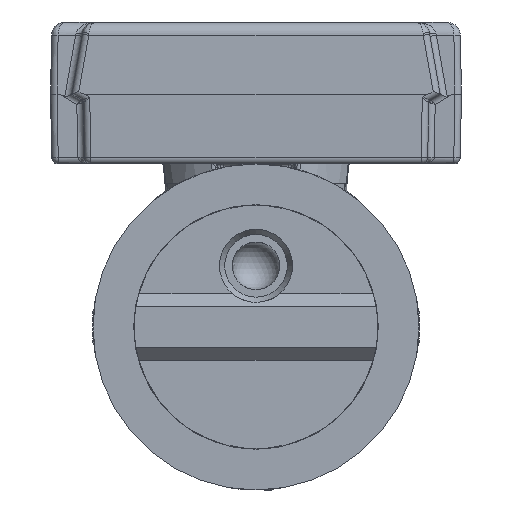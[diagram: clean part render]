
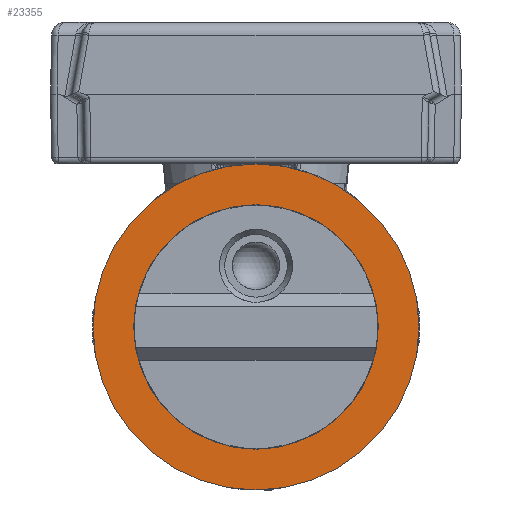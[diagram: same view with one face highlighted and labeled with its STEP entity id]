
A CAD part, left-side view. The second image highlights one B-rep face of the part: STEP entity #23355.
In plain terms, the highlighted planar face has unit normal (-1, 0, 0).
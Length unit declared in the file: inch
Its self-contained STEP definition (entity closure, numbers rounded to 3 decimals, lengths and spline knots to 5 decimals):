
#212 = CARTESIAN_POINT ( 'NONE',  ( -1.4375, 0.5, 0. ) ) ;
#1533 = DIRECTION ( 'NONE',  ( 1., 0., 0. ) ) ;
#1584 = DIRECTION ( 'NONE',  ( 1., 0., 0. ) ) ;
#5694 = DIRECTION ( 'NONE',  ( 1., 0., 0. ) ) ;
#6542 = EDGE_CURVE ( 'NONE', #27562, #27562, #24344, .T. ) ;
#8609 = ORIENTED_EDGE ( 'NONE', *, *, #6542, .T. ) ;
#12341 = EDGE_CURVE ( 'NONE', #32459, #32459, #31424, .T. ) ;
#17885 = PLANE ( 'NONE',  #30742 ) ;
#18480 = AXIS2_PLACEMENT_3D ( 'NONE', #20143, #1584, #23293 ) ;
#20085 = CARTESIAN_POINT ( 'NONE',  ( -1.4375, 0., 0. ) ) ;
#20143 = CARTESIAN_POINT ( 'NONE',  ( -1.4375, 0., 0. ) ) ;
#21670 = AXIS2_PLACEMENT_3D ( 'NONE', #20085, #1533, #23234 ) ;
#22982 = FACE_OUTER_BOUND ( 'NONE', #36141, .T. ) ;
#23234 = DIRECTION ( 'NONE',  ( 0., 1., 0. ) ) ;
#23293 = DIRECTION ( 'NONE',  ( 0., 1., 0. ) ) ;
#23355 = ADVANCED_FACE ( 'NONE', ( #22982, #30262 ), #17885, .F. ) ;
#24344 = CIRCLE ( 'NONE', #18480, 0.375 ) ;
#24358 = CARTESIAN_POINT ( 'NONE',  ( -1.4375, 0., 0. ) ) ;
#27461 = DIRECTION ( 'NONE',  ( 0., 1., 0. ) ) ;
#27562 = VERTEX_POINT ( 'NONE', #30963 ) ;
#30148 = EDGE_LOOP ( 'NONE', ( #8609 ) ) ;
#30262 = FACE_BOUND ( 'NONE', #30148, .T. ) ;
#30742 = AXIS2_PLACEMENT_3D ( 'NONE', #24358, #5694, #27461 ) ;
#30963 = CARTESIAN_POINT ( 'NONE',  ( -1.4375, 0.375, 0. ) ) ;
#31424 = CIRCLE ( 'NONE', #21670, 0.5 ) ;
#32459 = VERTEX_POINT ( 'NONE', #212 ) ;
#34815 = ORIENTED_EDGE ( 'NONE', *, *, #12341, .F. ) ;
#36141 = EDGE_LOOP ( 'NONE', ( #34815 ) ) ;
